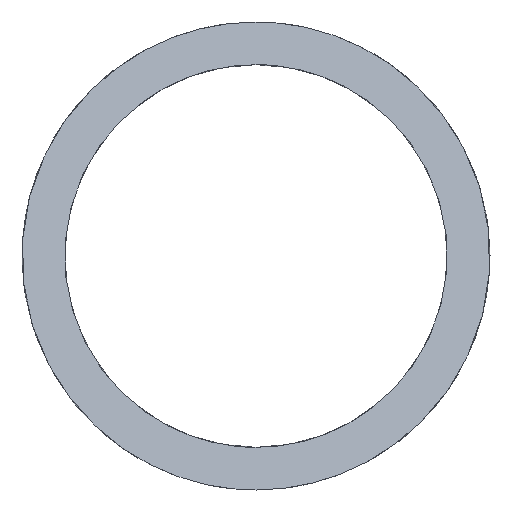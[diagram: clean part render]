
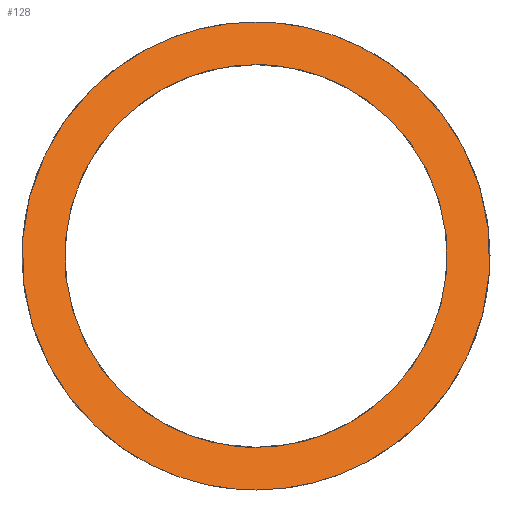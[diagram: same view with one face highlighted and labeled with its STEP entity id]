
A CAD part, front view. The second image highlights one B-rep face of the part: STEP entity #128.
In plain terms, the highlighted planar face has unit normal (0, -0.707, 0.707).
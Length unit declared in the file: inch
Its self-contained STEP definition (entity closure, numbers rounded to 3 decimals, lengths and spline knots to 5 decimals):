
#2 = EDGE_CURVE ( 'NONE', #147, #197, #51, .T. ) ;
#8 = PLANE ( 'NONE',  #14 ) ;
#11 = CARTESIAN_POINT ( 'NONE',  ( 0., -7.527, -0.6575 ) ) ;
#14 = AXIS2_PLACEMENT_3D ( 'NONE', #106, #96, #97 ) ;
#26 = CARTESIAN_POINT ( 'NONE',  ( 0., -7.527, -0.6575 ) ) ;
#45 = CARTESIAN_POINT ( 'NONE',  ( 0., -6.212, 0.6575 ) ) ;
#47 = CARTESIAN_POINT ( 'NONE',  ( -1.315, -6.212, 0.6575 ) ) ;
#48 = CARTESIAN_POINT ( 'NONE',  ( -1.315, -7.527, -0.6575 ) ) ;
#50 = CARTESIAN_POINT ( 'NONE',  ( 0., -7.527, -0.6575 ) ) ;
#51 =( BOUNDED_CURVE ( )  B_SPLINE_CURVE ( 3, ( #50, #118, #56, #53 ),
 .UNSPECIFIED., .F., .T. ) 
 B_SPLINE_CURVE_WITH_KNOTS ( ( 4, 4 ),
 ( 0., 3.14159 ),
 .UNSPECIFIED. ) 
 CURVE ( )  GEOMETRIC_REPRESENTATION_ITEM ( )  RATIONAL_B_SPLINE_CURVE ( ( 1., 0.333, 0.333, 1. ) ) 
 REPRESENTATION_ITEM ( '' )  );
#53 = CARTESIAN_POINT ( 'NONE',  ( 0., -6.212, 0.6575 ) ) ;
#54 = EDGE_LOOP ( 'NONE', ( #212, #151 ) ) ;
#56 = CARTESIAN_POINT ( 'NONE',  ( 1.315, -6.212, 0.6575 ) ) ;
#57 = EDGE_CURVE ( 'NONE', #167, #59, #63, .T. ) ;
#59 = VERTEX_POINT ( 'NONE', #189 ) ;
#63 =( BOUNDED_CURVE ( )  B_SPLINE_CURVE ( 3, ( #184, #185, #183, #72 ),
 .UNSPECIFIED., .F., .T. ) 
 B_SPLINE_CURVE_WITH_KNOTS ( ( 4, 4 ),
 ( 0., 3.14159 ),
 .UNSPECIFIED. ) 
 CURVE ( )  GEOMETRIC_REPRESENTATION_ITEM ( )  RATIONAL_B_SPLINE_CURVE ( ( 1., 0.333, 0.333, 1. ) ) 
 REPRESENTATION_ITEM ( '' )  );
#65 = FACE_OUTER_BOUND ( 'NONE', #54, .T. ) ;
#72 = CARTESIAN_POINT ( 'NONE',  ( 0., -6.332, 0.5375 ) ) ;
#80 = CARTESIAN_POINT ( 'NONE',  ( -1.075, -7.407, -0.5375 ) ) ;
#93 = CARTESIAN_POINT ( 'NONE',  ( -1.075, -6.332, 0.5375 ) ) ;
#94 = CARTESIAN_POINT ( 'NONE',  ( 0., -6.332, 0.5375 ) ) ;
#95 = CARTESIAN_POINT ( 'NONE',  ( 0., -7.407, -0.5375 ) ) ;
#96 = DIRECTION ( 'NONE',  ( 0., -0.707, 0.707 ) ) ;
#97 = DIRECTION ( 'NONE',  ( 0., -0.707, -0.707 ) ) ;
#106 = CARTESIAN_POINT ( 'NONE',  ( 18.96054, -7.527, -0.6575 ) ) ;
#112 = EDGE_CURVE ( 'NONE', #59, #167, #165, .T. ) ;
#118 = CARTESIAN_POINT ( 'NONE',  ( 1.315, -7.527, -0.6575 ) ) ;
#128 = ADVANCED_FACE ( 'NONE', ( #182, #65 ), #8, .T. ) ;
#136 = CARTESIAN_POINT ( 'NONE',  ( 0., -6.212, 0.6575 ) ) ;
#147 = VERTEX_POINT ( 'NONE', #11 ) ;
#149 = CARTESIAN_POINT ( 'NONE',  ( 0., -7.407, -0.5375 ) ) ;
#151 = ORIENTED_EDGE ( 'NONE', *, *, #222, .T. ) ;
#165 =( BOUNDED_CURVE ( )  B_SPLINE_CURVE ( 3, ( #94, #93, #80, #95 ),
 .UNSPECIFIED., .F., .T. ) 
 B_SPLINE_CURVE_WITH_KNOTS ( ( 4, 4 ),
 ( 3.14159, 6.28319 ),
 .UNSPECIFIED. ) 
 CURVE ( )  GEOMETRIC_REPRESENTATION_ITEM ( )  RATIONAL_B_SPLINE_CURVE ( ( 1., 0.333, 0.333, 1. ) ) 
 REPRESENTATION_ITEM ( '' )  );
#167 = VERTEX_POINT ( 'NONE', #149 ) ;
#182 = FACE_BOUND ( 'NONE', #192, .T. ) ;
#183 = CARTESIAN_POINT ( 'NONE',  ( 1.075, -6.332, 0.5375 ) ) ;
#184 = CARTESIAN_POINT ( 'NONE',  ( 0., -7.407, -0.5375 ) ) ;
#185 = CARTESIAN_POINT ( 'NONE',  ( 1.075, -7.407, -0.5375 ) ) ;
#189 = CARTESIAN_POINT ( 'NONE',  ( 0., -6.332, 0.5375 ) ) ;
#191 = ORIENTED_EDGE ( 'NONE', *, *, #112, .F. ) ;
#192 = EDGE_LOOP ( 'NONE', ( #200, #191 ) ) ;
#193 =( BOUNDED_CURVE ( )  B_SPLINE_CURVE ( 3, ( #45, #47, #48, #26 ),
 .UNSPECIFIED., .F., .T. ) 
 B_SPLINE_CURVE_WITH_KNOTS ( ( 4, 4 ),
 ( 3.14159, 6.28319 ),
 .UNSPECIFIED. ) 
 CURVE ( )  GEOMETRIC_REPRESENTATION_ITEM ( )  RATIONAL_B_SPLINE_CURVE ( ( 1., 0.333, 0.333, 1. ) ) 
 REPRESENTATION_ITEM ( '' )  );
#197 = VERTEX_POINT ( 'NONE', #136 ) ;
#200 = ORIENTED_EDGE ( 'NONE', *, *, #57, .F. ) ;
#212 = ORIENTED_EDGE ( 'NONE', *, *, #2, .T. ) ;
#222 = EDGE_CURVE ( 'NONE', #197, #147, #193, .T. ) ;
